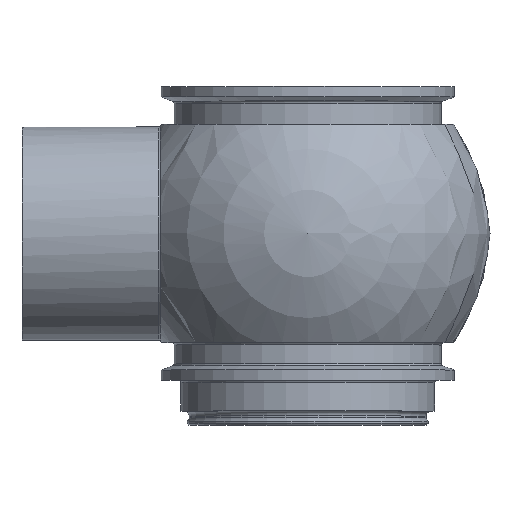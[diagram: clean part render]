
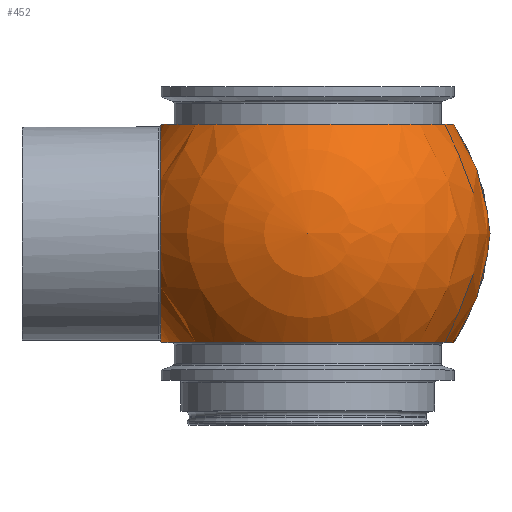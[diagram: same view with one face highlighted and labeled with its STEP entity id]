
A CAD part, top view. The second image highlights one B-rep face of the part: STEP entity #452.
In plain terms, the highlighted spherical face has radius 65.075 mm.
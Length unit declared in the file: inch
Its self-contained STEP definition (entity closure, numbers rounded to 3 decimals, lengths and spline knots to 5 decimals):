
#22=FACE_BOUND('',#106,.T.);
#23=FACE_BOUND('',#107,.T.);
#24=FACE_BOUND('',#108,.T.);
#29=SPHERICAL_SURFACE('',#546,2.562);
#79=FACE_OUTER_BOUND('',#105,.T.);
#105=EDGE_LOOP('',(#391,#392));
#106=EDGE_LOOP('',(#393));
#107=EDGE_LOOP('',(#394,#395));
#108=EDGE_LOOP('',(#396));
#122=CIRCLE('',#483,1.51917);
#126=CIRCLE('',#487,1.51917);
#170=CIRCLE('',#547,2.562);
#171=CIRCLE('',#548,2.05498);
#172=CIRCLE('',#549,2.05125);
#178=VERTEX_POINT('',#743);
#179=VERTEX_POINT('',#744);
#220=VERTEX_POINT('',#859);
#221=VERTEX_POINT('',#860);
#222=VERTEX_POINT('',#862);
#223=VERTEX_POINT('',#864);
#228=EDGE_CURVE('',#178,#179,#122,.T.);
#232=EDGE_CURVE('',#179,#178,#126,.T.);
#286=EDGE_CURVE('',#220,#221,#170,.T.);
#287=EDGE_CURVE('',#222,#222,#171,.T.);
#288=EDGE_CURVE('',#223,#223,#172,.T.);
#391=ORIENTED_EDGE('',*,*,#286,.T.);
#392=ORIENTED_EDGE('',*,*,#286,.F.);
#393=ORIENTED_EDGE('',*,*,#287,.T.);
#394=ORIENTED_EDGE('',*,*,#228,.F.);
#395=ORIENTED_EDGE('',*,*,#232,.F.);
#396=ORIENTED_EDGE('',*,*,#288,.F.);
#452=ADVANCED_FACE('',(#79,#22,#23,#24),#29,.T.);
#483=AXIS2_PLACEMENT_3D('',#745,#568,#569);
#487=AXIS2_PLACEMENT_3D('',#751,#576,#577);
#546=AXIS2_PLACEMENT_3D('',#858,#704,#705);
#547=AXIS2_PLACEMENT_3D('',#861,#706,#707);
#548=AXIS2_PLACEMENT_3D('',#863,#708,#709);
#549=AXIS2_PLACEMENT_3D('',#865,#710,#711);
#568=DIRECTION('center_axis',(-1.,0.,0.));
#569=DIRECTION('ref_axis',(0.,1.,0.));
#576=DIRECTION('center_axis',(-1.,0.,0.));
#577=DIRECTION('ref_axis',(0.,1.,0.));
#704=DIRECTION('center_axis',(0.,0.,1.));
#705=DIRECTION('ref_axis',(-1.,0.,0.));
#706=DIRECTION('center_axis',(0.,1.,0.));
#707=DIRECTION('ref_axis',(1.,0.,0.));
#708=DIRECTION('center_axis',(0.,1.,0.));
#709=DIRECTION('ref_axis',(0.,0.,1.));
#710=DIRECTION('center_axis',(0.,1.,0.));
#711=DIRECTION('ref_axis',(0.,0.,1.));
#743=CARTESIAN_POINT('',(-2.063,4.21217,0.));
#744=CARTESIAN_POINT('',(-2.063,1.17383,0.));
#745=CARTESIAN_POINT('Origin',(-2.063,2.693,0.));
#751=CARTESIAN_POINT('Origin',(-2.063,2.693,0.));
#858=CARTESIAN_POINT('Origin',(0.,2.693,0.));
#859=CARTESIAN_POINT('',(0.,2.693,2.562));
#860=CARTESIAN_POINT('',(0.,2.693,-2.562));
#861=CARTESIAN_POINT('Origin',(0.,2.693,0.));
#862=CARTESIAN_POINT('',(-2.05498,1.163,0.));
#863=CARTESIAN_POINT('Origin',(0.,1.163,0.));
#864=CARTESIAN_POINT('',(-2.05125,4.228,0.));
#865=CARTESIAN_POINT('Origin',(0.,4.228,0.));
